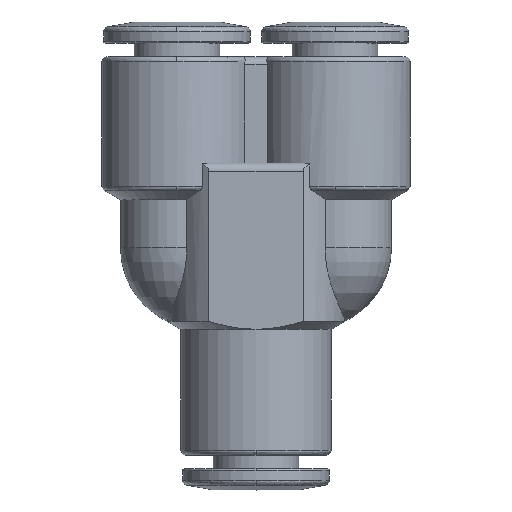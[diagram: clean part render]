
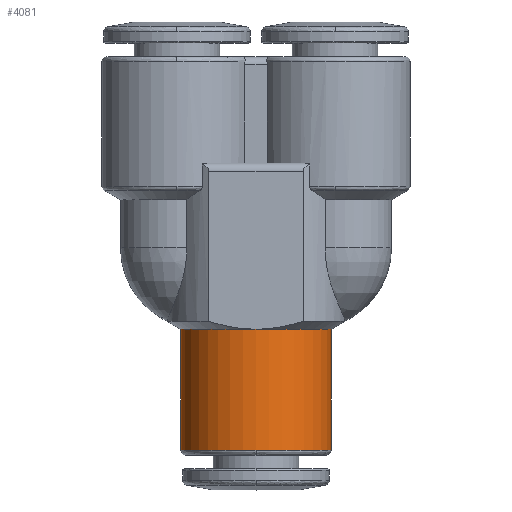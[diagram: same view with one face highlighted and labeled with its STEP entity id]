
A CAD part, top view. The second image highlights one B-rep face of the part: STEP entity #4081.
In plain terms, the highlighted cylindrical face has radius 4.65 mm (diameter 9.3 mm), a partial arc.
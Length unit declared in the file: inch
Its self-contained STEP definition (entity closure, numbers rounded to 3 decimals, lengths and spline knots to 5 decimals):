
#82 = AXIS2_PLACEMENT_3D ( 'NONE', #3269, #820, #3586 ) ;
#200 = CARTESIAN_POINT ( 'NONE',  ( 0., -0.19889, 0.18307 ) ) ;
#341 = DIRECTION ( 'NONE',  ( -1., 0., 0. ) ) ;
#361 = EDGE_LOOP ( 'NONE', ( #2869, #1244, #2436, #3310, #2321, #1365 ) ) ;
#366 = DIRECTION ( 'NONE',  ( 0., 1., 0. ) ) ;
#471 = CARTESIAN_POINT ( 'NONE',  ( 0., -0.19889, 0. ) ) ;
#503 = CARTESIAN_POINT ( 'NONE',  ( 0., -0.19889, 0. ) ) ;
#620 = LINE ( 'NONE', #1328, #2699 ) ;
#802 = VERTEX_POINT ( 'NONE', #1179 ) ;
#820 = DIRECTION ( 'NONE',  ( 0., 1., 0. ) ) ;
#1128 = CARTESIAN_POINT ( 'NONE',  ( 0.18307, -0.49408, 0. ) ) ;
#1158 = CIRCLE ( 'NONE', #82, 0.18307 ) ;
#1179 = CARTESIAN_POINT ( 'NONE',  ( 0.18307, -0.19889, 0. ) ) ;
#1184 = DIRECTION ( 'NONE',  ( -1., 0., 0. ) ) ;
#1244 = ORIENTED_EDGE ( 'NONE', *, *, #2798, .T. ) ;
#1328 = CARTESIAN_POINT ( 'NONE',  ( -0.18307, -0.34649, 0. ) ) ;
#1365 = ORIENTED_EDGE ( 'NONE', *, *, #4245, .F. ) ;
#1400 = EDGE_CURVE ( 'NONE', #3587, #4492, #1158, .T. ) ;
#1491 = CARTESIAN_POINT ( 'NONE',  ( -0.18307, -0.49408, 0. ) ) ;
#1496 = CARTESIAN_POINT ( 'NONE',  ( 0.18307, -0.34649, 0. ) ) ;
#1619 = CIRCLE ( 'NONE', #4084, 0.18307 ) ;
#1773 = CARTESIAN_POINT ( 'NONE',  ( 0., -0.49408, 0. ) ) ;
#1878 = DIRECTION ( 'NONE',  ( -1., 0., 0. ) ) ;
#1891 = CIRCLE ( 'NONE', #3856, 0.18307 ) ;
#1941 = CARTESIAN_POINT ( 'NONE',  ( 0., -0.49408, 0.18307 ) ) ;
#2087 = DIRECTION ( 'NONE',  ( 0., 1., 0. ) ) ;
#2100 = VERTEX_POINT ( 'NONE', #2738 ) ;
#2213 = VERTEX_POINT ( 'NONE', #1128 ) ;
#2222 = DIRECTION ( 'NONE',  ( 0., 1., 0. ) ) ;
#2321 = ORIENTED_EDGE ( 'NONE', *, *, #2420, .T. ) ;
#2336 = EDGE_CURVE ( 'NONE', #2213, #802, #3239, .T. ) ;
#2420 = EDGE_CURVE ( 'NONE', #3930, #2100, #1891, .T. ) ;
#2436 = ORIENTED_EDGE ( 'NONE', *, *, #2336, .T. ) ;
#2548 = DIRECTION ( 'NONE',  ( 0., -1., 0. ) ) ;
#2550 = CIRCLE ( 'NONE', #2977, 0.18307 ) ;
#2562 = FACE_OUTER_BOUND ( 'NONE', #361, .T. ) ;
#2632 = AXIS2_PLACEMENT_3D ( 'NONE', #3952, #366, #4289 ) ;
#2699 = VECTOR ( 'NONE', #3070, 39.37008 ) ;
#2738 = CARTESIAN_POINT ( 'NONE',  ( -0.18307, -0.19889, 0. ) ) ;
#2798 = EDGE_CURVE ( 'NONE', #4492, #2213, #2550, .T. ) ;
#2869 = ORIENTED_EDGE ( 'NONE', *, *, #1400, .T. ) ;
#2977 = AXIS2_PLACEMENT_3D ( 'NONE', #1773, #2087, #341 ) ;
#3070 = DIRECTION ( 'NONE',  ( 0., 1., 0. ) ) ;
#3239 = LINE ( 'NONE', #1496, #4215 ) ;
#3260 = CYLINDRICAL_SURFACE ( 'NONE', #2632, 0.18307 ) ;
#3269 = CARTESIAN_POINT ( 'NONE',  ( 0., -0.49408, 0. ) ) ;
#3310 = ORIENTED_EDGE ( 'NONE', *, *, #3925, .T. ) ;
#3586 = DIRECTION ( 'NONE',  ( -1., 0., 0. ) ) ;
#3587 = VERTEX_POINT ( 'NONE', #1491 ) ;
#3648 = DIRECTION ( 'NONE',  ( 0., -1., 0. ) ) ;
#3856 = AXIS2_PLACEMENT_3D ( 'NONE', #471, #3648, #1878 ) ;
#3925 = EDGE_CURVE ( 'NONE', #802, #3930, #1619, .T. ) ;
#3930 = VERTEX_POINT ( 'NONE', #200 ) ;
#3952 = CARTESIAN_POINT ( 'NONE',  ( 0., -0.34649, 0. ) ) ;
#4081 = ADVANCED_FACE ( 'NONE', ( #2562 ), #3260, .T. ) ;
#4084 = AXIS2_PLACEMENT_3D ( 'NONE', #503, #2548, #1184 ) ;
#4215 = VECTOR ( 'NONE', #2222, 39.37008 ) ;
#4245 = EDGE_CURVE ( 'NONE', #3587, #2100, #620, .T. ) ;
#4289 = DIRECTION ( 'NONE',  ( -1., 0., 0. ) ) ;
#4492 = VERTEX_POINT ( 'NONE', #1941 ) ;
